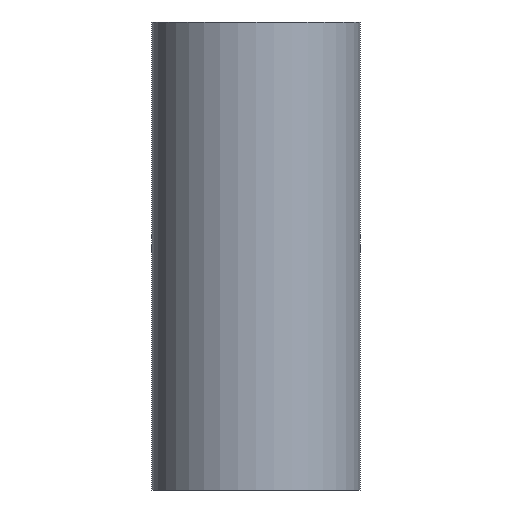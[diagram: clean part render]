
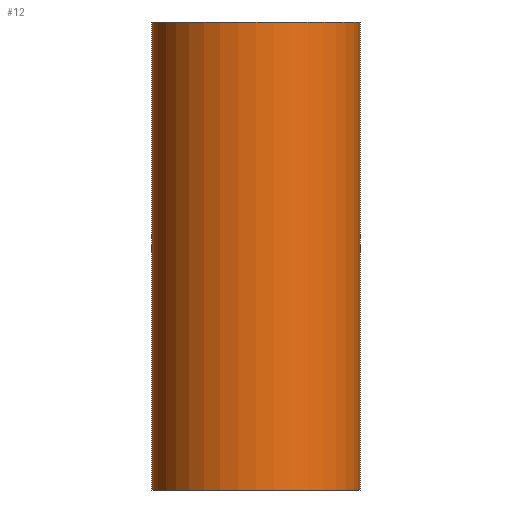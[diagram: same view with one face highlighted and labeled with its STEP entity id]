
A CAD part, front view. The second image highlights one B-rep face of the part: STEP entity #12.
In plain terms, the highlighted cylindrical face has radius 38.1 mm (diameter 76.2 mm), a partial arc.
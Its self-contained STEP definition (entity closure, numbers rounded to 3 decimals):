
#12 = ADVANCED_FACE ( 'NONE', ( #482 ), #1053, .T. ) ;
#23 = DIRECTION ( 'NONE',  ( 0., 0., -1. ) ) ;
#28 = ORIENTED_EDGE ( 'NONE', *, *, #1495, .F. ) ;
#79 = DIRECTION ( 'NONE',  ( 0., 0., 1. ) ) ;
#103 = DIRECTION ( 'NONE',  ( -1., 0., 0. ) ) ;
#217 = CARTESIAN_POINT ( 'NONE',  ( 0., 0., 85.7 ) ) ;
#240 = LINE ( 'NONE', #1545, #911 ) ;
#266 = CARTESIAN_POINT ( 'NONE',  ( -38.1, 0., 85.7 ) ) ;
#269 = VERTEX_POINT ( 'NONE', #1403 ) ;
#276 = EDGE_LOOP ( 'NONE', ( #723, #28, #325, #365 ) ) ;
#325 = ORIENTED_EDGE ( 'NONE', *, *, #620, .T. ) ;
#365 = ORIENTED_EDGE ( 'NONE', *, *, #713, .T. ) ;
#482 = FACE_OUTER_BOUND ( 'NONE', #276, .T. ) ;
#498 = DIRECTION ( 'NONE',  ( 0., 0., 1. ) ) ;
#612 = DIRECTION ( 'NONE',  ( 1., 0., 0. ) ) ;
#620 = EDGE_CURVE ( 'NONE', #1335, #681, #1000, .T. ) ;
#681 = VERTEX_POINT ( 'NONE', #743 ) ;
#713 = EDGE_CURVE ( 'NONE', #681, #269, #1044, .T. ) ;
#723 = ORIENTED_EDGE ( 'NONE', *, *, #1194, .F. ) ;
#743 = CARTESIAN_POINT ( 'NONE',  ( -38.1, 0., -85.7 ) ) ;
#834 = CARTESIAN_POINT ( 'NONE',  ( -38.1, 0., 85.7 ) ) ;
#911 = VECTOR ( 'NONE', #946, 1000. ) ;
#946 = DIRECTION ( 'NONE',  ( 0., 0., -1. ) ) ;
#997 = AXIS2_PLACEMENT_3D ( 'NONE', #1543, #79, #1068 ) ;
#1000 = LINE ( 'NONE', #266, #1578 ) ;
#1044 = CIRCLE ( 'NONE', #997, 38.1 ) ;
#1053 = CYLINDRICAL_SURFACE ( 'NONE', #1388, 38.1 ) ;
#1068 = DIRECTION ( 'NONE',  ( 1., 0., 0. ) ) ;
#1194 = EDGE_CURVE ( 'NONE', #1251, #269, #240, .T. ) ;
#1206 = DIRECTION ( 'NONE',  ( 0., 0., -1. ) ) ;
#1219 = CARTESIAN_POINT ( 'NONE',  ( 38.1, 0., 85.7 ) ) ;
#1242 = CARTESIAN_POINT ( 'NONE',  ( 0., 0., 85.7 ) ) ;
#1251 = VERTEX_POINT ( 'NONE', #1219 ) ;
#1335 = VERTEX_POINT ( 'NONE', #834 ) ;
#1388 = AXIS2_PLACEMENT_3D ( 'NONE', #217, #1206, #103 ) ;
#1403 = CARTESIAN_POINT ( 'NONE',  ( 38.1, 0., -85.7 ) ) ;
#1408 = CIRCLE ( 'NONE', #1414, 38.1 ) ;
#1414 = AXIS2_PLACEMENT_3D ( 'NONE', #1242, #498, #612 ) ;
#1495 = EDGE_CURVE ( 'NONE', #1335, #1251, #1408, .T. ) ;
#1543 = CARTESIAN_POINT ( 'NONE',  ( 0., 0., -85.7 ) ) ;
#1545 = CARTESIAN_POINT ( 'NONE',  ( 38.1, 0., 85.7 ) ) ;
#1578 = VECTOR ( 'NONE', #23, 1000. ) ;
